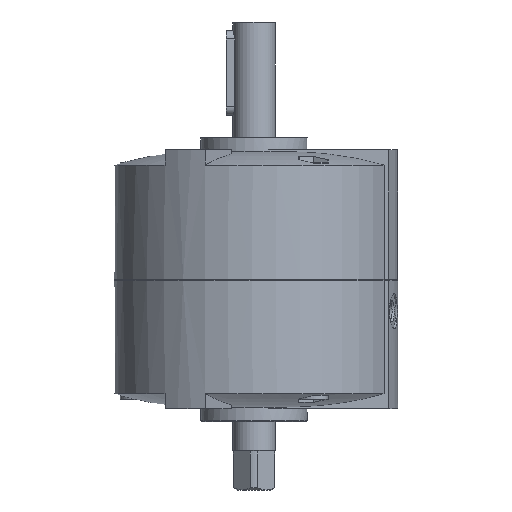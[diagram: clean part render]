
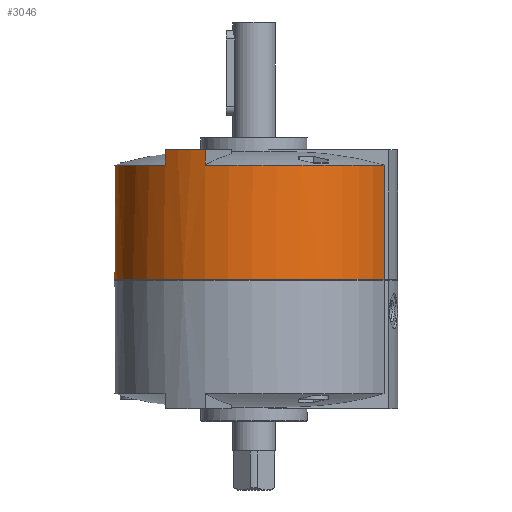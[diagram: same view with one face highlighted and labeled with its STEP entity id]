
A CAD part, left-side view. The second image highlights one B-rep face of the part: STEP entity #3046.
In plain terms, the highlighted cylindrical face has radius 32.87 mm (diameter 65.74 mm), a partial arc.
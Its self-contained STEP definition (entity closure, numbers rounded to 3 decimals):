
#286=LINE('',#4809,#510);
#287=LINE('',#4813,#511);
#288=LINE('',#4814,#512);
#289=LINE('',#4818,#513);
#290=LINE('',#4819,#514);
#291=LINE('',#4823,#515);
#510=VECTOR('',#3659,1000.);
#511=VECTOR('',#3662,1000.);
#512=VECTOR('',#3663,1000.);
#513=VECTOR('',#3666,1000.);
#514=VECTOR('',#3667,1000.);
#515=VECTOR('',#3670,1000.);
#791=ORIENTED_EDGE('',*,*,#1649,.T.);
#792=ORIENTED_EDGE('',*,*,#1650,.F.);
#793=ORIENTED_EDGE('',*,*,#1651,.T.);
#794=ORIENTED_EDGE('',*,*,#1612,.F.);
#795=ORIENTED_EDGE('',*,*,#1652,.T.);
#796=ORIENTED_EDGE('',*,*,#1653,.F.);
#797=ORIENTED_EDGE('',*,*,#1654,.F.);
#798=ORIENTED_EDGE('',*,*,#1608,.F.);
#799=ORIENTED_EDGE('',*,*,#1655,.T.);
#800=ORIENTED_EDGE('',*,*,#1656,.F.);
#801=ORIENTED_EDGE('',*,*,#1657,.F.);
#802=ORIENTED_EDGE('',*,*,#1604,.F.);
#1604=EDGE_CURVE('',#2033,#2034,#2307,.F.);
#1608=EDGE_CURVE('',#2037,#2038,#2308,.F.);
#1612=EDGE_CURVE('',#2041,#2031,#2309,.F.);
#1649=EDGE_CURVE('',#2033,#2078,#286,.T.);
#1650=EDGE_CURVE('',#2079,#2078,#2310,.T.);
#1651=EDGE_CURVE('',#2079,#2031,#287,.F.);
#1652=EDGE_CURVE('',#2041,#2080,#288,.T.);
#1653=EDGE_CURVE('',#2081,#2080,#2311,.T.);
#1654=EDGE_CURVE('',#2038,#2081,#289,.T.);
#1655=EDGE_CURVE('',#2037,#2082,#290,.T.);
#1656=EDGE_CURVE('',#2083,#2082,#2312,.T.);
#1657=EDGE_CURVE('',#2034,#2083,#291,.T.);
#2031=VERTEX_POINT('',#4579);
#2033=VERTEX_POINT('',#4588);
#2034=VERTEX_POINT('',#4590);
#2037=VERTEX_POINT('',#4607);
#2038=VERTEX_POINT('',#4609);
#2041=VERTEX_POINT('',#4626);
#2078=VERTEX_POINT('',#4810);
#2079=VERTEX_POINT('',#4812);
#2080=VERTEX_POINT('',#4815);
#2081=VERTEX_POINT('',#4817);
#2082=VERTEX_POINT('',#4820);
#2083=VERTEX_POINT('',#4822);
#2307=CIRCLE('',#3284,32.87);
#2308=CIRCLE('',#3285,32.87);
#2309=CIRCLE('',#3286,32.87);
#2310=CIRCLE('',#3288,32.87);
#2311=CIRCLE('',#3289,32.87);
#2312=CIRCLE('',#3290,32.87);
#2436=EDGE_LOOP('',(#791,#792,#793,#794,#795,#796,#797,#798,#799,#800,#801,
#802));
#2718=FACE_BOUND('',#2436,.T.);
#2989=CYLINDRICAL_SURFACE('',#3287,32.87);
#3046=ADVANCED_FACE('',(#2718),#2989,.T.);
#3284=AXIS2_PLACEMENT_3D('',#4589,#3651,#3652);
#3285=AXIS2_PLACEMENT_3D('',#4608,#3653,#3654);
#3286=AXIS2_PLACEMENT_3D('',#4627,#3655,#3656);
#3287=AXIS2_PLACEMENT_3D('',#4808,#3657,#3658);
#3288=AXIS2_PLACEMENT_3D('',#4811,#3660,#3661);
#3289=AXIS2_PLACEMENT_3D('',#4816,#3664,#3665);
#3290=AXIS2_PLACEMENT_3D('',#4821,#3668,#3669);
#3651=DIRECTION('',(0.,0.,-1.));
#3652=DIRECTION('',(-1.,0.,0.));
#3653=DIRECTION('',(0.,0.,-1.));
#3654=DIRECTION('',(-1.,0.,0.));
#3655=DIRECTION('',(0.,0.,-1.));
#3656=DIRECTION('',(-1.,0.,0.));
#3657=DIRECTION('',(0.,0.,-1.));
#3658=DIRECTION('',(-1.,0.,0.));
#3659=DIRECTION('',(0.,0.,-1.));
#3660=DIRECTION('',(0.,0.,-1.));
#3661=DIRECTION('',(-1.,0.,0.));
#3662=DIRECTION('',(0.,0.,-1.));
#3663=DIRECTION('',(0.,0.,1.));
#3664=DIRECTION('',(0.,0.,1.));
#3665=DIRECTION('',(-0.5,0.866,0.));
#3666=DIRECTION('',(0.,0.,1.));
#3667=DIRECTION('',(0.,0.,1.));
#3668=DIRECTION('',(0.,0.,1.));
#3669=DIRECTION('',(1.,0.,0.));
#3670=DIRECTION('',(0.,0.,1.));
#4579=CARTESIAN_POINT('',(-12.,-30.601,-6.584));
#4588=CARTESIAN_POINT('',(12.,-30.601,-6.584));
#4589=CARTESIAN_POINT('',(0.,0.,-6.584));
#4590=CARTESIAN_POINT('',(30.815,11.44,-6.584));
#4607=CARTESIAN_POINT('',(25.315,20.966,-6.584));
#4608=CARTESIAN_POINT('',(0.,0.,-6.584));
#4609=CARTESIAN_POINT('',(-25.315,20.966,-6.584));
#4626=CARTESIAN_POINT('',(-30.815,11.44,-6.584));
#4627=CARTESIAN_POINT('',(0.,0.,-6.584));
#4808=CARTESIAN_POINT('',(0.,0.,-67.));
#4809=CARTESIAN_POINT('',(12.,-30.601,-67.));
#4810=CARTESIAN_POINT('',(12.,-30.601,-33.5));
#4811=CARTESIAN_POINT('',(0.,0.,-33.5));
#4812=CARTESIAN_POINT('',(-12.,-30.601,-33.5));
#4813=CARTESIAN_POINT('',(-12.,-30.601,-67.));
#4814=CARTESIAN_POINT('',(-30.815,11.44,-64.));
#4815=CARTESIAN_POINT('',(-30.815,11.44,-3.));
#4816=CARTESIAN_POINT('',(0.,0.,-3.));
#4817=CARTESIAN_POINT('',(-25.315,20.966,-3.));
#4818=CARTESIAN_POINT('',(-25.315,20.966,-64.));
#4819=CARTESIAN_POINT('',(25.315,20.966,-64.));
#4820=CARTESIAN_POINT('',(25.315,20.966,-3.));
#4821=CARTESIAN_POINT('',(0.,0.,-3.));
#4822=CARTESIAN_POINT('',(30.815,11.44,-3.));
#4823=CARTESIAN_POINT('',(30.815,11.44,-64.));
